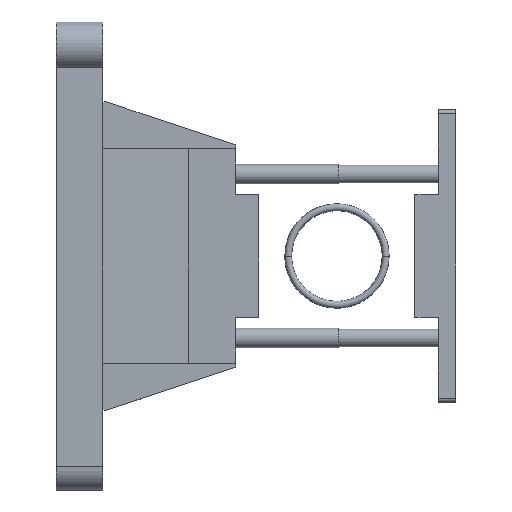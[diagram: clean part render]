
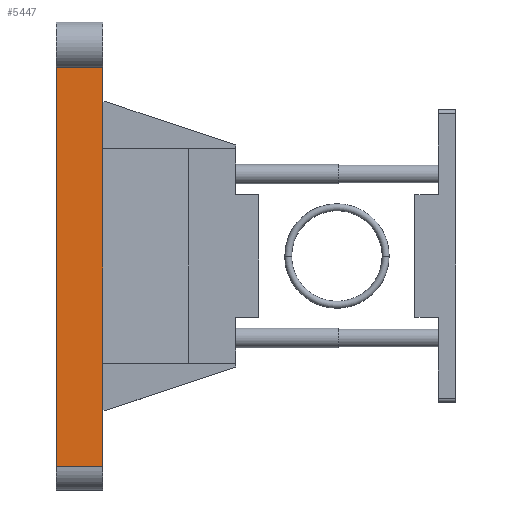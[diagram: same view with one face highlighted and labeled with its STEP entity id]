
A CAD part, top view. The second image highlights one B-rep face of the part: STEP entity #5447.
In plain terms, the highlighted planar face has unit normal (0, 0, 1).
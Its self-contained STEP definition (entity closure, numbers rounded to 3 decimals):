
#30 = VERTEX_POINT ( 'NONE', #383 ) ;
#57 = CARTESIAN_POINT ( 'NONE',  ( 12., 48.343, 6. ) ) ;
#295 = AXIS2_PLACEMENT_3D ( 'NONE', #1974, #1374, #885 ) ;
#327 = ORIENTED_EDGE ( 'NONE', *, *, #4482, .F. ) ;
#330 = CARTESIAN_POINT ( 'NONE',  ( 12., 27.5, 6. ) ) ;
#383 = CARTESIAN_POINT ( 'NONE',  ( 12., 48.343, 6. ) ) ;
#405 = CARTESIAN_POINT ( 'NONE',  ( 12., -27.5, 6. ) ) ;
#498 = ORIENTED_EDGE ( 'NONE', *, *, #6815, .T. ) ;
#513 = DIRECTION ( 'NONE',  ( -1., 0., 0. ) ) ;
#764 = DIRECTION ( 'NONE',  ( 0., -1., 0. ) ) ;
#771 = LINE ( 'NONE', #4555, #5169 ) ;
#813 = VECTOR ( 'NONE', #513, 1000. ) ;
#885 = DIRECTION ( 'NONE',  ( 0., 1., 0. ) ) ;
#1262 = CARTESIAN_POINT ( 'NONE',  ( 0., 48.343, 6. ) ) ;
#1374 = DIRECTION ( 'NONE',  ( 0., 0., -1. ) ) ;
#1773 = ORIENTED_EDGE ( 'NONE', *, *, #2651, .F. ) ;
#1782 = DIRECTION ( 'NONE',  ( -1., 0., 0. ) ) ;
#1897 = LINE ( 'NONE', #57, #5371 ) ;
#1974 = CARTESIAN_POINT ( 'NONE',  ( 12., 48.343, 6. ) ) ;
#2632 = LINE ( 'NONE', #3682, #813 ) ;
#2651 = EDGE_CURVE ( 'NONE', #30, #3612, #1897, .T. ) ;
#2658 = DIRECTION ( 'NONE',  ( 0., -1., 0. ) ) ;
#2885 = CARTESIAN_POINT ( 'NONE',  ( 12., -54., 6. ) ) ;
#2919 = CARTESIAN_POINT ( 'NONE',  ( 12., -27.5, 6. ) ) ;
#2994 = VERTEX_POINT ( 'NONE', #4001 ) ;
#3109 = VECTOR ( 'NONE', #5591, 1000. ) ;
#3532 = EDGE_CURVE ( 'NONE', #5979, #2994, #4654, .T. ) ;
#3612 = VERTEX_POINT ( 'NONE', #330 ) ;
#3682 = CARTESIAN_POINT ( 'NONE',  ( 12., 48.343, 6. ) ) ;
#3802 = ORIENTED_EDGE ( 'NONE', *, *, #3532, .F. ) ;
#4001 = CARTESIAN_POINT ( 'NONE',  ( 0., -54., 6. ) ) ;
#4002 = VERTEX_POINT ( 'NONE', #405 ) ;
#4005 = CARTESIAN_POINT ( 'NONE',  ( 12., -54., 6. ) ) ;
#4208 = FACE_OUTER_BOUND ( 'NONE', #6838, .T. ) ;
#4482 = EDGE_CURVE ( 'NONE', #4002, #5979, #771, .T. ) ;
#4555 = CARTESIAN_POINT ( 'NONE',  ( 12., 48.343, 6. ) ) ;
#4654 = LINE ( 'NONE', #2885, #4999 ) ;
#4715 = EDGE_CURVE ( 'NONE', #5740, #2994, #6242, .T. ) ;
#4759 = CARTESIAN_POINT ( 'NONE',  ( 0., 48.343, 6. ) ) ;
#4999 = VECTOR ( 'NONE', #1782, 1000. ) ;
#5107 = DIRECTION ( 'NONE',  ( 0., -1., 0. ) ) ;
#5169 = VECTOR ( 'NONE', #5107, 1000. ) ;
#5235 = PLANE ( 'NONE',  #295 ) ;
#5371 = VECTOR ( 'NONE', #2658, 1000. ) ;
#5447 = ADVANCED_FACE ( 'NONE', ( #4208 ), #5235, .F. ) ;
#5471 = ORIENTED_EDGE ( 'NONE', *, *, #5970, .T. ) ;
#5591 = DIRECTION ( 'NONE',  ( 0., 1., 0. ) ) ;
#5740 = VERTEX_POINT ( 'NONE', #4759 ) ;
#5764 = ORIENTED_EDGE ( 'NONE', *, *, #4715, .T. ) ;
#5850 = LINE ( 'NONE', #2919, #3109 ) ;
#5970 = EDGE_CURVE ( 'NONE', #4002, #3612, #5850, .T. ) ;
#5979 = VERTEX_POINT ( 'NONE', #4005 ) ;
#6242 = LINE ( 'NONE', #1262, #6919 ) ;
#6815 = EDGE_CURVE ( 'NONE', #30, #5740, #2632, .T. ) ;
#6838 = EDGE_LOOP ( 'NONE', ( #5764, #3802, #327, #5471, #1773, #498 ) ) ;
#6919 = VECTOR ( 'NONE', #764, 1000. ) ;
